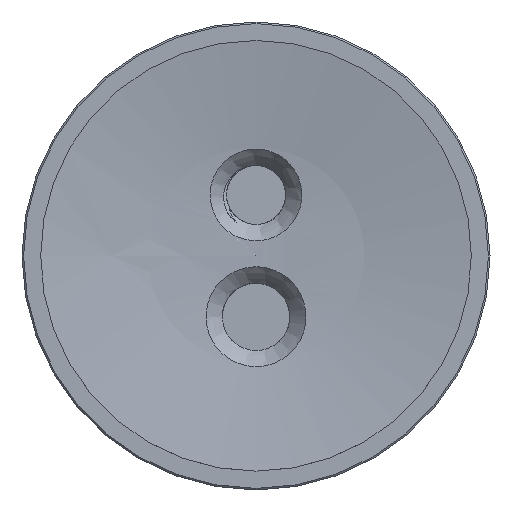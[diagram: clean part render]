
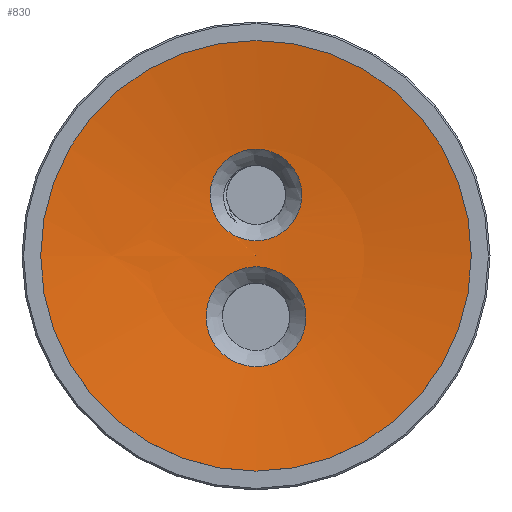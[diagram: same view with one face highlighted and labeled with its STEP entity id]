
A CAD part, top view. The second image highlights one B-rep face of the part: STEP entity #830.
In plain terms, the highlighted spherical face has radius 34.913 mm.
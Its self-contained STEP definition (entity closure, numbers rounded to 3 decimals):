
#35=FACE_BOUND('',#117,.T.);
#36=FACE_BOUND('',#118,.T.);
#40=SPHERICAL_SURFACE('',#895,34.914);
#66=FACE_OUTER_BOUND('',#116,.T.);
#116=EDGE_LOOP('',(#610,#611,#612,#613));
#117=EDGE_LOOP('',(#614));
#118=EDGE_LOOP('',(#615,#616));
#152=CIRCLE('',#896,6.625);
#153=CIRCLE('',#897,34.914);
#154=CIRCLE('',#898,6.625);
#223=B_SPLINE_CURVE_WITH_KNOTS('',3,(#1797,#1798,#1799,#1800,#1801,#1802,
#1803),.UNSPECIFIED.,.F.,.F.,(4,1,1,1,4),(-0.626,-0.581,
-0.536,-0.492,-0.469),.UNSPECIFIED.);
#224=B_SPLINE_CURVE_WITH_KNOTS('',3,(#1804,#1805,#1806,#1807,#1808,#1809,
#1810,#1811,#1812,#1813,#1814,#1815,#1816,#1817),.UNSPECIFIED.,.F.,.F.,
(4,1,1,1,1,1,1,1,1,1,1,4),(-0.469,-0.447,-0.38,
-0.358,-0.268,-0.224,-0.179,
-0.134,-0.089,-0.078,-0.045,
0.),.UNSPECIFIED.);
#227=B_SPLINE_CURVE_WITH_KNOTS('',3,(#1848,#1849,#1850,#1851,#1852,#1853,
#1854,#1855,#1856,#1857,#1858,#1859,#1860,#1861,#1862,#1863,#1864,#1865,
#1866,#1867,#1868,#1869),.UNSPECIFIED.,.T.,.F.,(4,1,1,1,1,1,1,1,1,1,1,1,
1,1,1,1,1,1,1,4),(-0.819,-0.781,-0.743,
-0.682,-0.677,-0.667,-0.629,
-0.591,-0.563,-0.534,-0.515,
-0.484,-0.453,-0.422,-0.407,
-0.391,-0.36,-0.329,-0.298,
-0.267),.UNSPECIFIED.);
#356=VERTEX_POINT('',#1794);
#357=VERTEX_POINT('',#1796);
#359=VERTEX_POINT('',#1841);
#360=VERTEX_POINT('',#1842);
#361=VERTEX_POINT('',#1844);
#362=VERTEX_POINT('',#1847);
#459=EDGE_CURVE('',#356,#357,#223,.T.);
#460=EDGE_CURVE('',#357,#356,#224,.T.);
#463=EDGE_CURVE('',#359,#360,#152,.T.);
#464=EDGE_CURVE('',#359,#361,#153,.T.);
#465=EDGE_CURVE('',#360,#359,#154,.T.);
#466=EDGE_CURVE('',#362,#362,#227,.T.);
#610=ORIENTED_EDGE('',*,*,#463,.F.);
#611=ORIENTED_EDGE('',*,*,#464,.T.);
#612=ORIENTED_EDGE('',*,*,#464,.F.);
#613=ORIENTED_EDGE('',*,*,#465,.F.);
#614=ORIENTED_EDGE('',*,*,#466,.F.);
#615=ORIENTED_EDGE('',*,*,#459,.F.);
#616=ORIENTED_EDGE('',*,*,#460,.F.);
#830=ADVANCED_FACE('',(#66,#35,#36),#40,.F.);
#895=AXIS2_PLACEMENT_3D('',#1840,#1012,#1013);
#896=AXIS2_PLACEMENT_3D('',#1843,#1014,#1015);
#897=AXIS2_PLACEMENT_3D('',#1845,#1016,#1017);
#898=AXIS2_PLACEMENT_3D('',#1846,#1018,#1019);
#1012=DIRECTION('center_axis',(0.,0.,1.));
#1013=DIRECTION('ref_axis',(1.,0.,0.));
#1014=DIRECTION('center_axis',(0.,0.,-1.));
#1015=DIRECTION('ref_axis',(1.,0.,0.));
#1016=DIRECTION('center_axis',(0.,-1.,0.));
#1017=DIRECTION('ref_axis',(-1.,0.,0.));
#1018=DIRECTION('center_axis',(0.,0.,-1.));
#1019=DIRECTION('ref_axis',(1.,0.,0.));
#1794=CARTESIAN_POINT('',(1.537,-1.874,5.3));
#1796=CARTESIAN_POINT('',(-0.002,-0.337,5.217));
#1797=CARTESIAN_POINT('Ctrl Pts',(1.537,-1.874,5.3));
#1798=CARTESIAN_POINT('Ctrl Pts',(1.537,-1.654,5.288));
#1799=CARTESIAN_POINT('Ctrl Pts',(1.424,-1.174,5.262));
#1800=CARTESIAN_POINT('Ctrl Pts',(0.999,-0.638,
5.233));
#1801=CARTESIAN_POINT('Ctrl Pts',(0.457,-0.375,5.219));
#1802=CARTESIAN_POINT('Ctrl Pts',(0.113,-0.337,
5.217));
#1803=CARTESIAN_POINT('Ctrl Pts',(-0.002,-0.337,
5.217));
#1804=CARTESIAN_POINT('Ctrl Pts',(-0.002,-0.337,
5.217));
#1805=CARTESIAN_POINT('Ctrl Pts',(-0.116,-0.337,
5.217));
#1806=CARTESIAN_POINT('Ctrl Pts',(-0.573,-0.39,
5.22));
#1807=CARTESIAN_POINT('Ctrl Pts',(-1.092,-0.711,
5.237));
#1808=CARTESIAN_POINT('Ctrl Pts',(-1.586,-1.496,5.28));
#1809=CARTESIAN_POINT('Ctrl Pts',(-1.576,-2.382,5.327));
#1810=CARTESIAN_POINT('Ctrl Pts',(-0.997,-3.114,
5.367));
#1811=CARTESIAN_POINT('Ctrl Pts',(-0.347,-3.42,
5.383));
#1812=CARTESIAN_POINT('Ctrl Pts',(0.343,-3.426,5.384));
#1813=CARTESIAN_POINT('Ctrl Pts',(0.842,-3.188,5.371));
#1814=CARTESIAN_POINT('Ctrl Pts',(1.172,-2.889,5.355));
#1815=CARTESIAN_POINT('Ctrl Pts',(1.446,-2.512,5.334));
#1816=CARTESIAN_POINT('Ctrl Pts',(1.537,-2.094,5.312));
#1817=CARTESIAN_POINT('Ctrl Pts',(1.537,-1.874,5.3));
#1840=CARTESIAN_POINT('Origin',(0.,0.,40.129));
#1841=CARTESIAN_POINT('',(-6.625,0.,5.85));
#1842=CARTESIAN_POINT('',(0.,-6.625,5.85));
#1843=CARTESIAN_POINT('Origin',(0.,0.,5.85));
#1844=CARTESIAN_POINT('',(0.,0.,5.216));
#1845=CARTESIAN_POINT('Origin',(0.,0.,40.129));
#1846=CARTESIAN_POINT('Origin',(0.,0.,5.85));
#1847=CARTESIAN_POINT('',(-1.405,1.747,5.288));
#1848=CARTESIAN_POINT('Ctrl Pts',(-1.405,1.747,5.288));
#1849=CARTESIAN_POINT('Ctrl Pts',(-1.387,1.541,5.277));
#1850=CARTESIAN_POINT('Ctrl Pts',(-1.252,1.134,5.255));
#1851=CARTESIAN_POINT('Ctrl Pts',(-0.757,0.599,
5.226));
#1852=CARTESIAN_POINT('Ctrl Pts',(-0.211,0.438,
5.217));
#1853=CARTESIAN_POINT('Ctrl Pts',(0.188,0.474,5.219));
#1854=CARTESIAN_POINT('Ctrl Pts',(0.469,0.521,5.222));
#1855=CARTESIAN_POINT('Ctrl Pts',(0.899,0.732,5.233));
#1856=CARTESIAN_POINT('Ctrl Pts',(1.256,1.159,5.256));
#1857=CARTESIAN_POINT('Ctrl Pts',(1.422,1.672,5.284));
#1858=CARTESIAN_POINT('Ctrl Pts',(1.414,2.065,5.305));
#1859=CARTESIAN_POINT('Ctrl Pts',(1.295,2.486,5.328));
#1860=CARTESIAN_POINT('Ctrl Pts',(1.053,2.855,5.347));
#1861=CARTESIAN_POINT('Ctrl Pts',(0.663,3.154,5.363));
#1862=CARTESIAN_POINT('Ctrl Pts',(0.238,3.282,5.37));
#1863=CARTESIAN_POINT('Ctrl Pts',(-0.083,3.288,
5.371));
#1864=CARTESIAN_POINT('Ctrl Pts',(-0.414,3.242,5.368));
#1865=CARTESIAN_POINT('Ctrl Pts',(-0.815,3.061,5.358));
#1866=CARTESIAN_POINT('Ctrl Pts',(-1.163,2.72,5.34));
#1867=CARTESIAN_POINT('Ctrl Pts',(-1.393,2.253,5.315));
#1868=CARTESIAN_POINT('Ctrl Pts',(-1.421,1.915,5.297));
#1869=CARTESIAN_POINT('Ctrl Pts',(-1.405,1.747,5.288));
